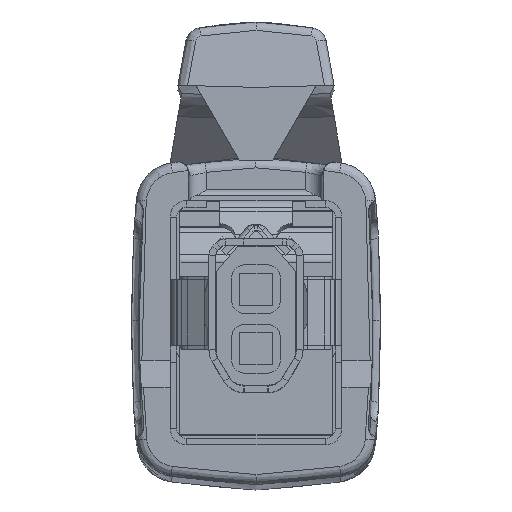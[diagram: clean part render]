
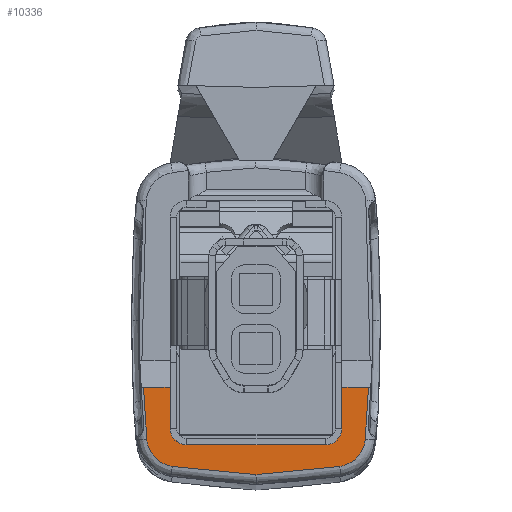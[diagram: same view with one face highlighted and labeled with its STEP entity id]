
A CAD part, top view. The second image highlights one B-rep face of the part: STEP entity #10336.
In plain terms, the highlighted planar face has unit normal (0, 0, 1).
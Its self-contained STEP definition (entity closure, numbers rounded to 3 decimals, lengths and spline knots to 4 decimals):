
#10205=AXIS2_PLACEMENT_3D('Circle Axis2P3D',#10203,#10204,$) ;
#10219=AXIS2_PLACEMENT_3D('Plane Axis2P3D',#10216,#10217,#10218) ;
#10230=AXIS2_PLACEMENT_3D('Circle Axis2P3D',#10228,#10229,$) ;
#9202=CARTESIAN_POINT('Vertex',(6.368,1.6998,103.)) ;
#9205=CARTESIAN_POINT('Line Origine',(6.368,2.3207,103.)) ;
#9209=CARTESIAN_POINT('Vertex',(6.368,2.9415,103.)) ;
#9258=CARTESIAN_POINT('Line Origine',(6.771,2.9415,103.)) ;
#9262=CARTESIAN_POINT('Vertex',(7.174,2.9415,103.)) ;
#9900=CARTESIAN_POINT('Vertex',(0.362,2.9415,103.)) ;
#9903=CARTESIAN_POINT('Line Origine',(0.765,2.9415,103.)) ;
#9907=CARTESIAN_POINT('Vertex',(1.168,2.9415,103.)) ;
#9926=CARTESIAN_POINT('Line Origine',(1.168,2.3207,103.)) ;
#9930=CARTESIAN_POINT('Vertex',(1.168,1.6998,103.)) ;
#10200=CARTESIAN_POINT('Vertex',(5.868,1.1998,103.)) ;
#10203=CARTESIAN_POINT('Axis2P3D Location',(5.868,1.6998,103.)) ;
#10216=CARTESIAN_POINT('Axis2P3D Location',(3.768,4.9998,103.)) ;
#10221=CARTESIAN_POINT('Line Origine',(3.768,1.1998,103.)) ;
#10225=CARTESIAN_POINT('Vertex',(1.668,1.1998,103.)) ;
#10228=CARTESIAN_POINT('Axis2P3D Location',(1.668,1.6998,103.)) ;
#10234=CARTESIAN_POINT('Control Point',(0.4611,1.3706,103.)) ;
#10235=CARTESIAN_POINT('Control Point',(0.4357,1.6844,103.)) ;
#10236=CARTESIAN_POINT('Control Point',(0.4131,1.9984,103.)) ;
#10237=CARTESIAN_POINT('Control Point',(0.3934,2.3127,103.)) ;
#10238=CARTESIAN_POINT('Control Point',(0.3763,2.6271,103.)) ;
#10239=CARTESIAN_POINT('Control Point',(0.362,2.9415,103.)) ;
#10240=CARTESIAN_POINT('Vertex',(0.4611,1.3706,103.)) ;
#10244=CARTESIAN_POINT('Control Point',(1.2308,0.5458,103.)) ;
#10245=CARTESIAN_POINT('Control Point',(1.2193,0.5475,103.)) ;
#10246=CARTESIAN_POINT('Control Point',(1.2079,0.5494,103.)) ;
#10247=CARTESIAN_POINT('Control Point',(1.1964,0.5515,103.)) ;
#10248=CARTESIAN_POINT('Control Point',(1.0595,0.5788,103.)) ;
#10249=CARTESIAN_POINT('Control Point',(0.9279,0.6326,103.)) ;
#10250=CARTESIAN_POINT('Control Point',(0.8175,0.7026,103.)) ;
#10251=CARTESIAN_POINT('Control Point',(0.6523,0.8548,103.)) ;
#10252=CARTESIAN_POINT('Control Point',(0.5408,1.0481,103.)) ;
#10253=CARTESIAN_POINT('Control Point',(0.5045,1.1353,103.)) ;
#10254=CARTESIAN_POINT('Control Point',(0.4769,1.2364,103.)) ;
#10255=CARTESIAN_POINT('Control Point',(0.464,1.3394,103.)) ;
#10256=CARTESIAN_POINT('Control Point',(0.4629,1.3498,103.)) ;
#10257=CARTESIAN_POINT('Control Point',(0.4619,1.3602,103.)) ;
#10258=CARTESIAN_POINT('Control Point',(0.4611,1.3706,103.)) ;
#10259=CARTESIAN_POINT('Vertex',(1.2308,0.5458,103.)) ;
#10263=CARTESIAN_POINT('Control Point',(3.768,0.3003,103.)) ;
#10264=CARTESIAN_POINT('Control Point',(3.4622,0.314,103.)) ;
#10265=CARTESIAN_POINT('Control Point',(3.1566,0.3325,103.)) ;
#10266=CARTESIAN_POINT('Control Point',(2.8518,0.3557,103.)) ;
#10267=CARTESIAN_POINT('Control Point',(2.4453,0.3929,103.)) ;
#10268=CARTESIAN_POINT('Control Point',(2.0397,0.4384,103.)) ;
#10269=CARTESIAN_POINT('Control Point',(1.9384,0.4504,103.)) ;
#10270=CARTESIAN_POINT('Control Point',(1.7366,0.4752,103.)) ;
#10271=CARTESIAN_POINT('Control Point',(1.535,0.502,103.)) ;
#10272=CARTESIAN_POINT('Control Point',(1.4312,0.5164,103.)) ;
#10273=CARTESIAN_POINT('Control Point',(1.331,0.5308,103.)) ;
#10274=CARTESIAN_POINT('Control Point',(1.2308,0.5458,103.)) ;
#10275=CARTESIAN_POINT('Vertex',(3.768,0.3003,103.)) ;
#10279=CARTESIAN_POINT('Control Point',(6.3052,0.5458,103.)) ;
#10280=CARTESIAN_POINT('Control Point',(5.9017,0.4856,103.)) ;
#10281=CARTESIAN_POINT('Control Point',(5.497,0.4338,103.)) ;
#10282=CARTESIAN_POINT('Control Point',(5.0909,0.3902,103.)) ;
#10283=CARTESIAN_POINT('Control Point',(4.5827,0.3464,103.)) ;
#10284=CARTESIAN_POINT('Control Point',(4.0736,0.3156,103.)) ;
#10285=CARTESIAN_POINT('Control Point',(3.9718,0.31,103.)) ;
#10286=CARTESIAN_POINT('Control Point',(3.8699,0.3049,103.)) ;
#10287=CARTESIAN_POINT('Control Point',(3.768,0.3003,103.)) ;
#10288=CARTESIAN_POINT('Vertex',(6.3052,0.5458,103.)) ;
#10292=CARTESIAN_POINT('Control Point',(7.0749,1.3706,103.)) ;
#10293=CARTESIAN_POINT('Control Point',(7.074,1.359,103.)) ;
#10294=CARTESIAN_POINT('Control Point',(7.0729,1.3475,103.)) ;
#10295=CARTESIAN_POINT('Control Point',(7.0716,1.3359,103.)) ;
#10296=CARTESIAN_POINT('Control Point',(7.0656,1.2898,103.)) ;
#10297=CARTESIAN_POINT('Control Point',(7.0566,1.244,103.)) ;
#10298=CARTESIAN_POINT('Control Point',(7.0483,1.21,103.)) ;
#10299=CARTESIAN_POINT('Control Point',(6.9828,0.9897,103.)) ;
#10300=CARTESIAN_POINT('Control Point',(6.8494,0.7934,103.)) ;
#10301=CARTESIAN_POINT('Control Point',(6.6937,0.6628,103.)) ;
#10302=CARTESIAN_POINT('Control Point',(6.5072,0.5781,103.)) ;
#10303=CARTESIAN_POINT('Control Point',(6.3129,0.5469,103.)) ;
#10304=CARTESIAN_POINT('Control Point',(6.3102,0.5465,103.)) ;
#10305=CARTESIAN_POINT('Control Point',(6.3078,0.5462,103.)) ;
#10306=CARTESIAN_POINT('Control Point',(6.3052,0.5458,103.)) ;
#10307=CARTESIAN_POINT('Vertex',(7.0749,1.3706,103.)) ;
#10311=CARTESIAN_POINT('Control Point',(7.174,2.9415,103.)) ;
#10312=CARTESIAN_POINT('Control Point',(7.1625,2.6899,103.)) ;
#10313=CARTESIAN_POINT('Control Point',(7.1493,2.4384,103.)) ;
#10314=CARTESIAN_POINT('Control Point',(7.1344,2.187,103.)) ;
#10315=CARTESIAN_POINT('Control Point',(7.1135,1.8728,103.)) ;
#10316=CARTESIAN_POINT('Control Point',(7.0898,1.5589,103.)) ;
#10317=CARTESIAN_POINT('Control Point',(7.085,1.4961,103.)) ;
#10318=CARTESIAN_POINT('Control Point',(7.08,1.4334,103.)) ;
#10319=CARTESIAN_POINT('Control Point',(7.0749,1.3706,103.)) ;
#9206=DIRECTION('Vector Direction',(0.,-1.,0.)) ;
#9259=DIRECTION('Vector Direction',(-1.,0.,0.)) ;
#9904=DIRECTION('Vector Direction',(-1.,0.,0.)) ;
#9927=DIRECTION('Vector Direction',(0.,-1.,0.)) ;
#10204=DIRECTION('Axis2P3D Direction',(0.,0.,1.)) ;
#10217=DIRECTION('Axis2P3D Direction',(0.,0.,1.)) ;
#10218=DIRECTION('Axis2P3D XDirection',(1.,0.,0.)) ;
#10222=DIRECTION('Vector Direction',(1.,0.,0.)) ;
#10229=DIRECTION('Axis2P3D Direction',(0.,0.,1.)) ;
#9207=VECTOR('Line Direction',#9206,1.) ;
#9260=VECTOR('Line Direction',#9259,1.) ;
#9905=VECTOR('Line Direction',#9904,1.) ;
#9928=VECTOR('Line Direction',#9927,1.) ;
#10223=VECTOR('Line Direction',#10222,1.) ;
#10322=ORIENTED_EDGE('',*,*,#9264,.T.) ;
#10323=ORIENTED_EDGE('',*,*,#9211,.T.) ;
#10324=ORIENTED_EDGE('',*,*,#10207,.F.) ;
#10325=ORIENTED_EDGE('',*,*,#10227,.F.) ;
#10326=ORIENTED_EDGE('',*,*,#10232,.F.) ;
#10327=ORIENTED_EDGE('',*,*,#9932,.F.) ;
#10328=ORIENTED_EDGE('',*,*,#9909,.T.) ;
#10329=ORIENTED_EDGE('',*,*,#10242,.T.) ;
#10330=ORIENTED_EDGE('',*,*,#10261,.T.) ;
#10331=ORIENTED_EDGE('',*,*,#10277,.T.) ;
#10332=ORIENTED_EDGE('',*,*,#10290,.T.) ;
#10333=ORIENTED_EDGE('',*,*,#10309,.T.) ;
#10334=ORIENTED_EDGE('',*,*,#10320,.T.) ;
#10336=ADVANCED_FACE('Hauptk\X2\00F6\X0\rper',(#10335),#10220,.T.) ;
#10233=B_SPLINE_CURVE_WITH_KNOTS('',5,(#10234,#10235,#10236,#10237,#10238,#10239),.UNSPECIFIED.,.F.,.U.,(6,6),(0.,2.2261),.UNSPECIFIED.) ;
#10243=B_SPLINE_CURVE_WITH_KNOTS('',5,(#10244,#10245,#10246,#10247,#10248,#10249,#10250,#10251,#10252,#10253,#10254,#10255,#10256,#10257,#10258),.UNSPECIFIED.,.F.,.U.,(6,3,3,3,6),(0.,0.0822,0.9895,1.6502,1.7244),.UNSPECIFIED.) ;
#10262=B_SPLINE_CURVE_WITH_KNOTS('',5,(#10263,#10264,#10265,#10266,#10267,#10268,#10269,#10270,#10271,#10272,#10273,#10274),.UNSPECIFIED.,.F.,.U.,(6,3,3,6),(0.,2.1649,2.8863,3.6028),.UNSPECIFIED.) ;
#10278=B_SPLINE_CURVE_WITH_KNOTS('',5,(#10279,#10280,#10281,#10282,#10283,#10284,#10285,#10286,#10287),.UNSPECIFIED.,.F.,.U.,(6,3,6),(0.,2.8851,3.6065),.UNSPECIFIED.) ;
#10291=B_SPLINE_CURVE_WITH_KNOTS('',5,(#10292,#10293,#10294,#10295,#10296,#10297,#10298,#10299,#10300,#10301,#10302,#10303,#10304,#10305,#10306),.UNSPECIFIED.,.F.,.U.,(6,3,3,3,6),(0.,0.0824,0.3293,1.7054,1.724),.UNSPECIFIED.) ;
#10310=B_SPLINE_CURVE_WITH_KNOTS('',5,(#10311,#10312,#10313,#10314,#10315,#10316,#10317,#10318,#10319),.UNSPECIFIED.,.F.,.U.,(6,3,6),(0.,1.7809,2.2261),.UNSPECIFIED.) ;
#10206=CIRCLE('generated circle',#10205,0.5) ;
#10231=CIRCLE('generated circle',#10230,0.5) ;
#9211=EDGE_CURVE('',#9210,#9203,#9208,.T.) ;
#9264=EDGE_CURVE('',#9263,#9210,#9261,.T.) ;
#9909=EDGE_CURVE('',#9908,#9901,#9906,.T.) ;
#9932=EDGE_CURVE('',#9908,#9931,#9929,.T.) ;
#10207=EDGE_CURVE('',#10201,#9203,#10206,.T.) ;
#10227=EDGE_CURVE('',#10226,#10201,#10224,.T.) ;
#10232=EDGE_CURVE('',#9931,#10226,#10231,.T.) ;
#10242=EDGE_CURVE('',#9901,#10241,#10233,.F.) ;
#10261=EDGE_CURVE('',#10241,#10260,#10243,.F.) ;
#10277=EDGE_CURVE('',#10260,#10276,#10262,.F.) ;
#10290=EDGE_CURVE('',#10276,#10289,#10278,.F.) ;
#10309=EDGE_CURVE('',#10289,#10308,#10291,.F.) ;
#10320=EDGE_CURVE('',#10308,#9263,#10310,.F.) ;
#10321=EDGE_LOOP('',(#10322,#10323,#10324,#10325,#10326,#10327,#10328,#10329,#10330,#10331,#10332,#10333,#10334)) ;
#10335=FACE_OUTER_BOUND('',#10321,.T.) ;
#9208=LINE('Line',#9205,#9207) ;
#9261=LINE('Line',#9258,#9260) ;
#9906=LINE('Line',#9903,#9905) ;
#9929=LINE('Line',#9926,#9928) ;
#10224=LINE('Line',#10221,#10223) ;
#10220=PLANE('',#10219) ;
#9203=VERTEX_POINT('',#9202) ;
#9210=VERTEX_POINT('',#9209) ;
#9263=VERTEX_POINT('',#9262) ;
#9901=VERTEX_POINT('',#9900) ;
#9908=VERTEX_POINT('',#9907) ;
#9931=VERTEX_POINT('',#9930) ;
#10201=VERTEX_POINT('',#10200) ;
#10226=VERTEX_POINT('',#10225) ;
#10241=VERTEX_POINT('',#10240) ;
#10260=VERTEX_POINT('',#10259) ;
#10276=VERTEX_POINT('',#10275) ;
#10289=VERTEX_POINT('',#10288) ;
#10308=VERTEX_POINT('',#10307) ;
